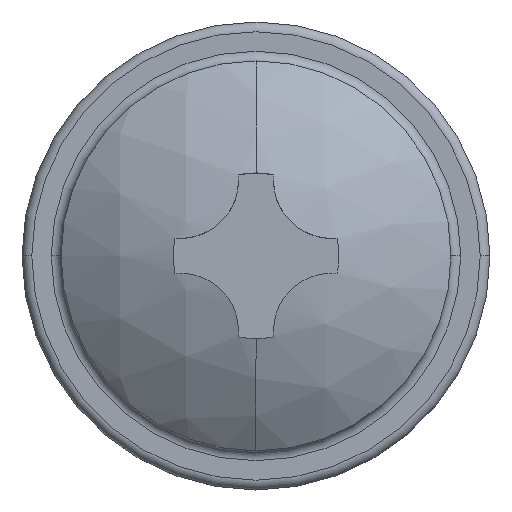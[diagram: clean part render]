
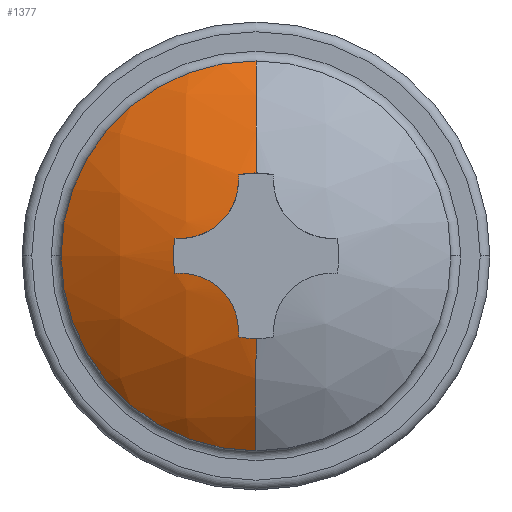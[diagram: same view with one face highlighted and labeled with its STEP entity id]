
A CAD part, top view. The second image highlights one B-rep face of the part: STEP entity #1377.
In plain terms, the highlighted spherical face has radius 3.2 mm.
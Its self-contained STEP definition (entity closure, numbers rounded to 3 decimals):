
#1 = CIRCLE ( 'NONE', #1474, 3.195 ) ;
#6 = EDGE_CURVE ( 'NONE', #637, #2363, #2359, .T. ) ;
#33 = AXIS2_PLACEMENT_3D ( 'NONE', #737, #2221, #938 ) ;
#41 = CIRCLE ( 'NONE', #573, 2. ) ;
#78 = EDGE_CURVE ( 'NONE', #1053, #2223, #1384, .T. ) ;
#83 = CARTESIAN_POINT ( 'NONE',  ( -0.179, 0.831, 10.485 ) ) ;
#95 = ORIENTED_EDGE ( 'NONE', *, *, #1311, .F. ) ;
#101 = DIRECTION ( 'NONE',  ( 0., 1., 0. ) ) ;
#111 = DIRECTION ( 'NONE',  ( -1., 0., 0. ) ) ;
#123 = CARTESIAN_POINT ( 'NONE',  ( -0.179, 0.776, 10.499 ) ) ;
#134 = AXIS2_PLACEMENT_3D ( 'NONE', #1018, #2513, #1226 ) ;
#153 = DIRECTION ( 'NONE',  ( 0., 0., -1. ) ) ;
#162 = B_SPLINE_CURVE_WITH_KNOTS ( 'NONE', 3,
 ( #123, #2682, #354, #1825, #561, #2042, #771, #2257 ),
 .UNSPECIFIED., .F., .F.,
 ( 4, 2, 2, 4 ),
 ( 0., 0., 0., 0.001 ),
 .UNSPECIFIED. ) ;
#178 = CARTESIAN_POINT ( 'NONE',  ( -0.831, -0.179, 10.485 ) ) ;
#233 = ORIENTED_EDGE ( 'NONE', *, *, #1691, .T. ) ;
#241 = ORIENTED_EDGE ( 'NONE', *, *, #699, .F. ) ;
#256 = AXIS2_PLACEMENT_3D ( 'NONE', #2645, #1355, #101 ) ;
#279 = VERTEX_POINT ( 'NONE', #1526 ) ;
#280 = EDGE_CURVE ( 'NONE', #1503, #637, #1962, .T. ) ;
#293 = ORIENTED_EDGE ( 'NONE', *, *, #1118, .T. ) ;
#315 = CARTESIAN_POINT ( 'NONE',  ( -2., 0., 9.898 ) ) ;
#317 = DIRECTION ( 'NONE',  ( 0., -1., 0. ) ) ;
#323 = SPHERICAL_SURFACE ( 'NONE', #1014, 3.2 ) ;
#353 = VERTEX_POINT ( 'NONE', #83 ) ;
#354 = CARTESIAN_POINT ( 'NONE',  ( -0.194, 0.622, 10.534 ) ) ;
#360 = CARTESIAN_POINT ( 'NONE',  ( -0.179, 0., 7.4 ) ) ;
#387 = CIRCLE ( 'NONE', #1313, 3.2 ) ;
#391 = DIRECTION ( 'NONE',  ( 0., 0., -1. ) ) ;
#409 = CARTESIAN_POINT ( 'NONE',  ( -0.831, 0.179, 10.485 ) ) ;
#427 = ORIENTED_EDGE ( 'NONE', *, *, #1047, .T. ) ;
#471 = EDGE_CURVE ( 'NONE', #1053, #1488, #1027, .T. ) ;
#482 = CARTESIAN_POINT ( 'NONE',  ( -0.179, -0.699, 10.519 ) ) ;
#498 = CIRCLE ( 'NONE', #963, 0.85 ) ;
#526 = ORIENTED_EDGE ( 'NONE', *, *, #2474, .F. ) ;
#536 = AXIS2_PLACEMENT_3D ( 'NONE', #2452, #1168, #2669 ) ;
#561 = CARTESIAN_POINT ( 'NONE',  ( -0.298, 0.41, 10.561 ) ) ;
#565 = DIRECTION ( 'NONE',  ( 0., -1., 0. ) ) ;
#573 = AXIS2_PLACEMENT_3D ( 'NONE', #2216, #936, #2434 ) ;
#634 = CARTESIAN_POINT ( 'NONE',  ( -0.179, -0.776, 10.499 ) ) ;
#637 = VERTEX_POINT ( 'NONE', #1968 ) ;
#696 = CARTESIAN_POINT ( 'NONE',  ( -0.194, -0.622, 10.534 ) ) ;
#699 = EDGE_CURVE ( 'NONE', #1503, #1936, #905, .T. ) ;
#726 = CARTESIAN_POINT ( 'NONE',  ( 0., -0.179, 7.4 ) ) ;
#732 = ORIENTED_EDGE ( 'NONE', *, *, #471, .F. ) ;
#737 = CARTESIAN_POINT ( 'NONE',  ( 0., 0.179, 7.4 ) ) ;
#746 = ORIENTED_EDGE ( 'NONE', *, *, #6, .T. ) ;
#757 = EDGE_CURVE ( 'NONE', #1488, #353, #2558, .T. ) ;
#771 = CARTESIAN_POINT ( 'NONE',  ( -0.622, 0.179, 10.538 ) ) ;
#772 = CARTESIAN_POINT ( 'NONE',  ( -0.179, -0.831, 10.485 ) ) ;
#777 = CARTESIAN_POINT ( 'NONE',  ( 0., 0., 7.4 ) ) ;
#801 = CIRCLE ( 'NONE', #33, 3.195 ) ;
#886 = DIRECTION ( 'NONE',  ( 1., 0., 0. ) ) ;
#896 = CARTESIAN_POINT ( 'NONE',  ( -0.298, -0.41, 10.561 ) ) ;
#897 = DIRECTION ( 'NONE',  ( -1., 0., 0. ) ) ;
#905 = CIRCLE ( 'NONE', #256, 3.195 ) ;
#936 = DIRECTION ( 'NONE',  ( 0., 0., 1. ) ) ;
#938 = DIRECTION ( 'NONE',  ( 1., 0., 0. ) ) ;
#963 = AXIS2_PLACEMENT_3D ( 'NONE', #2657, #1365, #111 ) ;
#968 = CARTESIAN_POINT ( 'NONE',  ( 0., 2., 9.898 ) ) ;
#1014 = AXIS2_PLACEMENT_3D ( 'NONE', #777, #2486, #1407 ) ;
#1018 = CARTESIAN_POINT ( 'NONE',  ( 0., 0., 9.898 ) ) ;
#1027 = CIRCLE ( 'NONE', #2637, 3.2 ) ;
#1043 = CARTESIAN_POINT ( 'NONE',  ( 0., 0.85, 10.485 ) ) ;
#1047 = EDGE_CURVE ( 'NONE', #279, #353, #1, .T. ) ;
#1053 = VERTEX_POINT ( 'NONE', #968 ) ;
#1111 = CARTESIAN_POINT ( 'NONE',  ( -0.622, -0.179, 10.538 ) ) ;
#1118 = EDGE_CURVE ( 'NONE', #1774, #1936, #2049, .T. ) ;
#1150 = CARTESIAN_POINT ( 'NONE',  ( 0., -2., 9.898 ) ) ;
#1168 = DIRECTION ( 'NONE',  ( 0., 0., 1. ) ) ;
#1226 = DIRECTION ( 'NONE',  ( 1., 0., 0. ) ) ;
#1311 = EDGE_CURVE ( 'NONE', #279, #2125, #162, .T. ) ;
#1313 = AXIS2_PLACEMENT_3D ( 'NONE', #2183, #897, #2395 ) ;
#1355 = DIRECTION ( 'NONE',  ( 1., 0., 0. ) ) ;
#1365 = DIRECTION ( 'NONE',  ( 0., 0., 1. ) ) ;
#1377 = ADVANCED_FACE ( 'NONE', ( #2441 ), #323, .T. ) ;
#1384 = CIRCLE ( 'NONE', #134, 2. ) ;
#1402 = DIRECTION ( 'NONE',  ( 1., 0., 0. ) ) ;
#1407 = DIRECTION ( 'NONE',  ( 0., 1., 0. ) ) ;
#1474 = AXIS2_PLACEMENT_3D ( 'NONE', #360, #1832, #565 ) ;
#1488 = VERTEX_POINT ( 'NONE', #1043 ) ;
#1503 = VERTEX_POINT ( 'NONE', #634 ) ;
#1526 = CARTESIAN_POINT ( 'NONE',  ( -0.179, 0.776, 10.499 ) ) ;
#1541 = ORIENTED_EDGE ( 'NONE', *, *, #78, .T. ) ;
#1631 = ORIENTED_EDGE ( 'NONE', *, *, #757, .F. ) ;
#1641 = CARTESIAN_POINT ( 'NONE',  ( 0., 0., 10.485 ) ) ;
#1691 = EDGE_CURVE ( 'NONE', #1863, #1774, #387, .T. ) ;
#1774 = VERTEX_POINT ( 'NONE', #2642 ) ;
#1825 = CARTESIAN_POINT ( 'NONE',  ( -0.253, 0.477, 10.555 ) ) ;
#1832 = DIRECTION ( 'NONE',  ( -1., 0., 0. ) ) ;
#1844 = EDGE_CURVE ( 'NONE', #2223, #1863, #41, .T. ) ;
#1863 = VERTEX_POINT ( 'NONE', #1150 ) ;
#1866 = DIRECTION ( 'NONE',  ( -1., 0., 0. ) ) ;
#1890 = ORIENTED_EDGE ( 'NONE', *, *, #1844, .T. ) ;
#1936 = VERTEX_POINT ( 'NONE', #772 ) ;
#1962 = B_SPLINE_CURVE_WITH_KNOTS ( 'NONE', 3,
 ( #1963, #482, #696, #2181, #896, #2393, #1111, #2611 ),
 .UNSPECIFIED., .F., .F.,
 ( 4, 2, 2, 4 ),
 ( 0., 0., 0., 0.001 ),
 .UNSPECIFIED. ) ;
#1963 = CARTESIAN_POINT ( 'NONE',  ( -0.179, -0.776, 10.499 ) ) ;
#1968 = CARTESIAN_POINT ( 'NONE',  ( -0.776, -0.179, 10.499 ) ) ;
#2042 = CARTESIAN_POINT ( 'NONE',  ( -0.465, 0.243, 10.561 ) ) ;
#2049 = CIRCLE ( 'NONE', #2188, 0.85 ) ;
#2125 = VERTEX_POINT ( 'NONE', #2763 ) ;
#2164 = ORIENTED_EDGE ( 'NONE', *, *, #2179, .F. ) ;
#2179 = EDGE_CURVE ( 'NONE', #2125, #2387, #801, .T. ) ;
#2181 = CARTESIAN_POINT ( 'NONE',  ( -0.253, -0.477, 10.555 ) ) ;
#2183 = CARTESIAN_POINT ( 'NONE',  ( 0., 0., 7.4 ) ) ;
#2188 = AXIS2_PLACEMENT_3D ( 'NONE', #1641, #391, #1866 ) ;
#2216 = CARTESIAN_POINT ( 'NONE',  ( 0., 0., 9.898 ) ) ;
#2221 = DIRECTION ( 'NONE',  ( 0., -1., 0. ) ) ;
#2223 = VERTEX_POINT ( 'NONE', #315 ) ;
#2257 = CARTESIAN_POINT ( 'NONE',  ( -0.776, 0.179, 10.499 ) ) ;
#2359 = CIRCLE ( 'NONE', #2454, 3.195 ) ;
#2363 = VERTEX_POINT ( 'NONE', #178 ) ;
#2387 = VERTEX_POINT ( 'NONE', #409 ) ;
#2393 = CARTESIAN_POINT ( 'NONE',  ( -0.465, -0.243, 10.561 ) ) ;
#2395 = DIRECTION ( 'NONE',  ( 0., -1., 0. ) ) ;
#2434 = DIRECTION ( 'NONE',  ( 1., 0., 0. ) ) ;
#2441 = FACE_OUTER_BOUND ( 'NONE', #2561, .T. ) ;
#2452 = CARTESIAN_POINT ( 'NONE',  ( 0., 0., 10.485 ) ) ;
#2454 = AXIS2_PLACEMENT_3D ( 'NONE', #726, #317, #886 ) ;
#2474 = EDGE_CURVE ( 'NONE', #2387, #2363, #498, .T. ) ;
#2486 = DIRECTION ( 'NONE',  ( -1., 0., 0. ) ) ;
#2513 = DIRECTION ( 'NONE',  ( 0., 0., 1. ) ) ;
#2558 = CIRCLE ( 'NONE', #536, 0.85 ) ;
#2561 = EDGE_LOOP ( 'NONE', ( #1541, #1890, #233, #293, #241, #2624, #746, #526, #2164, #95, #427, #1631, #732 ) ) ;
#2611 = CARTESIAN_POINT ( 'NONE',  ( -0.776, -0.179, 10.499 ) ) ;
#2624 = ORIENTED_EDGE ( 'NONE', *, *, #280, .T. ) ;
#2637 = AXIS2_PLACEMENT_3D ( 'NONE', #2701, #1402, #153 ) ;
#2642 = CARTESIAN_POINT ( 'NONE',  ( 0., -0.85, 10.485 ) ) ;
#2645 = CARTESIAN_POINT ( 'NONE',  ( -0.179, 0., 7.4 ) ) ;
#2657 = CARTESIAN_POINT ( 'NONE',  ( 0., 0., 10.485 ) ) ;
#2669 = DIRECTION ( 'NONE',  ( -1., 0., 0. ) ) ;
#2682 = CARTESIAN_POINT ( 'NONE',  ( -0.179, 0.699, 10.519 ) ) ;
#2701 = CARTESIAN_POINT ( 'NONE',  ( 0., 0., 7.4 ) ) ;
#2763 = CARTESIAN_POINT ( 'NONE',  ( -0.776, 0.179, 10.499 ) ) ;
